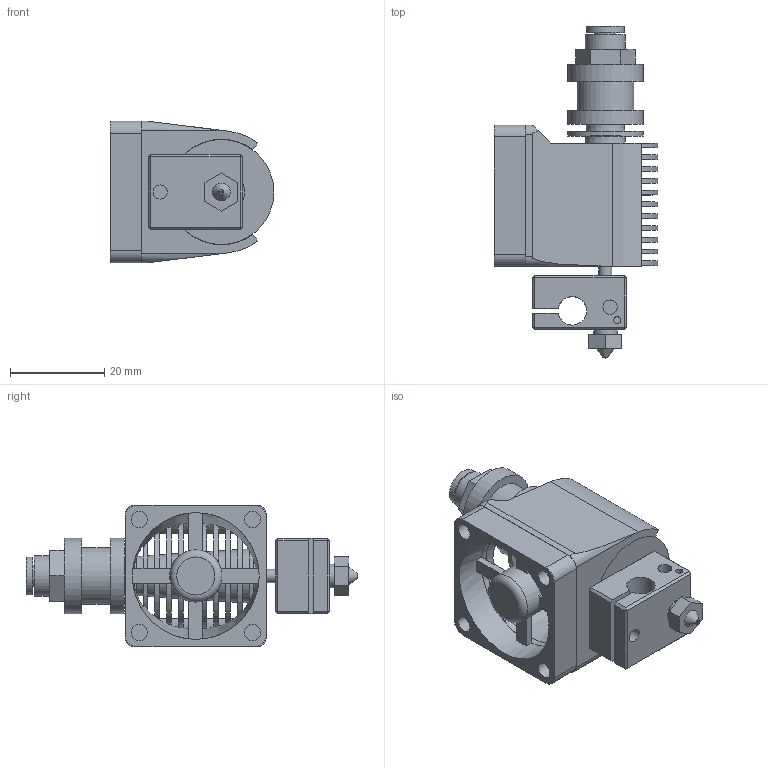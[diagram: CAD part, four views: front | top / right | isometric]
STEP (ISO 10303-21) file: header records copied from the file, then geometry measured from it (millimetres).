
FILE_DESCRIPTION(/* description */ ('Alibre Inc.'),/* implementation_level */ '2;1');
FILE_NAME(/* name */ 'export0',/* time_stamp */ '2015-07-11T13:29:12+12:00',/* author */ (''),/* organization */ (''),/* preprocessor_version */ 'ST-DEVELOPER v14',/* originating_system */ 'Alibre',/* authorisation */ '');
FILE_SCHEMA (('CONFIG_CONTROL_DESIGN'));
Length unit declared in the file: centimetre
Products named in the file (8): ID_1; EL-FAN-30MM
Bounding box: 34.75 x 70.45 x 30 mm (x, y, z)
Volume: 18635 mm3; surface area: 21273.6 mm2
Topology: 7 solids, 7 shells, 204 faces, 426 edges, 272 vertices
Faces by surface type: plane 122, cylinder 57, cone 23, bspline 1, torus 1
Full cylindrical faces by diameter (mm): 0.4 x1, 1.5 x2, 2 x2, 2.8 x1, 3 x3, 3.5 x4, 4 x1, 4.2 x2, 4.7 x1, 5 x1, 6 x3, 7 x1, 7.6 x1, 8 x2, 8.5 x1, 9.8 x1, 11.07 x1, 12 x1, 16 x3, 22.3 x11, 26.915 x1, 27 x1
Entity records: 5967 total; most frequent: CARTESIAN_POINT 1107, DIRECTION 779, ORIENTED_EDGE 706, AXIS2_PLACEMENT_3D 361, EDGE_CURVE 353, EDGE_LOOP 339, FACE_BOUND 339, VERTEX_POINT 268
